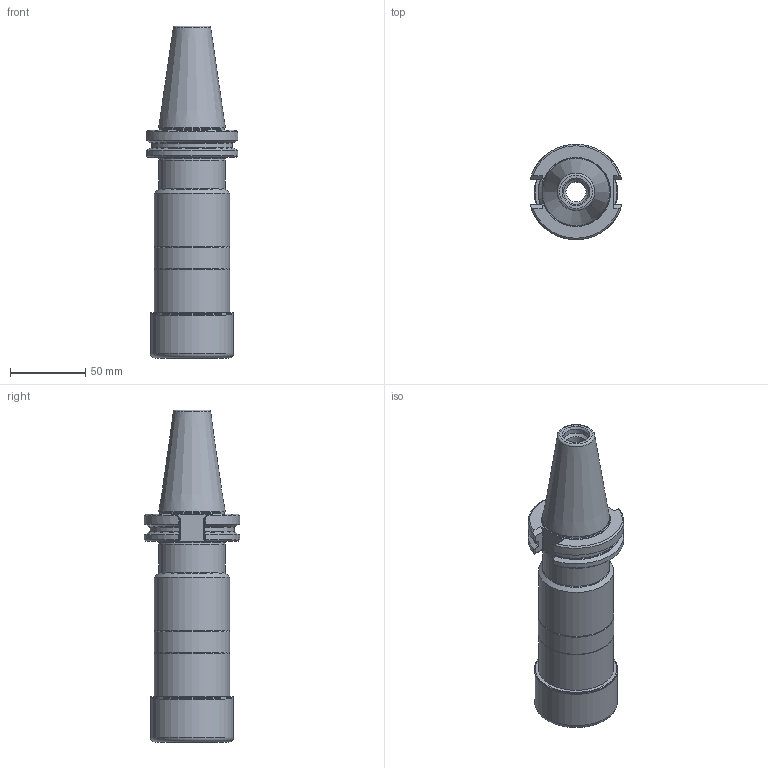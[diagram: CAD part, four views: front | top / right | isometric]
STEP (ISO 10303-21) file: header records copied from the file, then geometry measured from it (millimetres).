
FILE_DESCRIPTION(/* description */ (''),/* implementation_level */ '2;1');
FILE_NAME(/* name */ '534073276.stp',/* time_stamp */ '2022-03-22T15:38:59',/* author */ ('LRA'),/* organization */ ('REGO-FIX'),/* preprocessor_version */ ' Unknown',/* originating_system */ 'SIEMENS PLM Software Solid Edge ST10',/* authorization */ 'Unknown');
FILE_SCHEMA (('AUTOMOTIVE_DESIGN { 1 0 10303 214 2 1 1}'));
Length unit declared in the file: millimetre
Products named in the file (1): NOCUT
Bounding box: 60.82 x 63.28 x 220.65 mm (x, y, z)
Volume: 287265.1 mm3; surface area: 59289.9 mm2
Topology: 1 solids, 1 shells, 109 faces, 269 edges, 170 vertices
Faces by surface type: plane 38, cone 28, cylinder 27, torus 16
Full cylindrical faces by diameter (mm): 12 x1, 13.3 x1, 13.376 x1, 16.5 x1, 33 x1, 38.25 x1, 42 x1, 43.85 x1, 44.45 x1, 48.376 x1, 50 x2, 50.05 x1, 50.5 x1, 51 x1, 55 x1, 55.4 x1
Entity records: 3727 total; most frequent: DIRECTION 541, CARTESIAN_POINT 529, ORIENTED_EDGE 420, AXIS2_PLACEMENT_3D 233, EDGE_CURVE 210, FACE_BOUND 168, EDGE_LOOP 167, VERTEX_POINT 160
